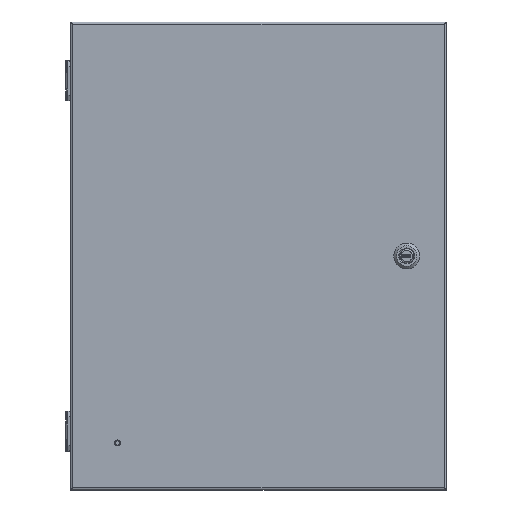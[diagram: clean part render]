
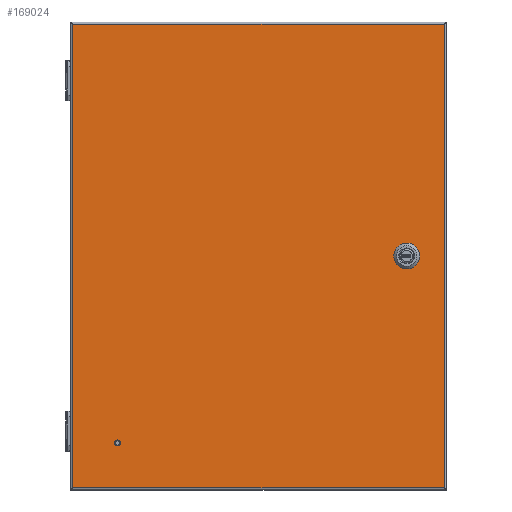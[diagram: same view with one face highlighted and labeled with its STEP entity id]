
A CAD part, top view. The second image highlights one B-rep face of the part: STEP entity #169024.
In plain terms, the highlighted planar face has unit normal (0, 0, 1).
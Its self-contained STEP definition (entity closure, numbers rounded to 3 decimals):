
#9324 = CARTESIAN_POINT ( 'NONE',  ( 6.076, -10.188, 6.107 ) ) ;
#11704 = VECTOR ( 'NONE', #25961, 39.37 ) ;
#12163 = LINE ( 'NONE', #116213, #86828 ) ;
#13536 = LINE ( 'NONE', #98577, #11704 ) ;
#16689 = EDGE_CURVE ( 'NONE', #172942, #77065, #77604, .T. ) ;
#17450 = AXIS2_PLACEMENT_3D ( 'NONE', #145964, #55260, #26602 ) ;
#17937 = ORIENTED_EDGE ( 'NONE', *, *, #16689, .T. ) ;
#19792 = LINE ( 'NONE', #78055, #146997 ) ;
#19954 = EDGE_LOOP ( 'NONE', ( #62226, #45333, #105179, #40379 ) ) ;
#20064 = DIRECTION ( 'NONE',  ( 0., 0., -1. ) ) ;
#20939 = EDGE_CURVE ( 'NONE', #123710, #172942, #19792, .T. ) ;
#20978 = CARTESIAN_POINT ( 'NONE',  ( 8.205, 10.093, 6.107 ) ) ;
#21233 = CARTESIAN_POINT ( 'NONE',  ( 6.076, -0.199, 6.107 ) ) ;
#22847 = DIRECTION ( 'NONE',  ( -1., 0., 0. ) ) ;
#25628 = AXIS2_PLACEMENT_3D ( 'NONE', #179563, #20064, #138462 ) ;
#25961 = DIRECTION ( 'NONE',  ( 0., 1., 0. ) ) ;
#26602 = DIRECTION ( 'NONE',  ( -1., 0., 0. ) ) ;
#27541 = FACE_BOUND ( 'NONE', #117975, .T. ) ;
#27881 = CARTESIAN_POINT ( 'NONE',  ( 6.472, 0., 6.107 ) ) ;
#28338 = DIRECTION ( 'NONE',  ( 0., -1., 0. ) ) ;
#29253 = DIRECTION ( 'NONE',  ( 1., 0., 0. ) ) ;
#29939 = ORIENTED_EDGE ( 'NONE', *, *, #108790, .T. ) ;
#30653 = CARTESIAN_POINT ( 'NONE',  ( 6.076, 0.199, 6.107 ) ) ;
#31175 = CARTESIAN_POINT ( 'NONE',  ( 6.671, -0.396, 6.107 ) ) ;
#32264 = VECTOR ( 'NONE', #76091, 39.37 ) ;
#33351 = DIRECTION ( 'NONE',  ( -1., 0., 0. ) ) ;
#33393 = ORIENTED_EDGE ( 'NONE', *, *, #96418, .T. ) ;
#34842 = CARTESIAN_POINT ( 'NONE',  ( 6.273, 0.396, 6.107 ) ) ;
#38285 = EDGE_CURVE ( 'NONE', #123693, #65634, #94505, .T. ) ;
#40379 = ORIENTED_EDGE ( 'NONE', *, *, #38285, .T. ) ;
#41735 = DIRECTION ( 'NONE',  ( 0., 1., 0. ) ) ;
#41875 = FACE_BOUND ( 'NONE', #50779, .T. ) ;
#43425 = DIRECTION ( 'NONE',  ( -1., 0., 0. ) ) ;
#45333 = ORIENTED_EDGE ( 'NONE', *, *, #181225, .T. ) ;
#48126 = VERTEX_POINT ( 'NONE', #88614 ) ;
#50300 = VERTEX_POINT ( 'NONE', #90947 ) ;
#50779 = EDGE_LOOP ( 'NONE', ( #102712, #180960, #17937, #29939, #33393, #177642, #105474, #122879 ) ) ;
#52070 = CIRCLE ( 'NONE', #103921, 0.443 ) ;
#55260 = DIRECTION ( 'NONE',  ( 0., 0., 1. ) ) ;
#58930 = CARTESIAN_POINT ( 'NONE',  ( -8.075, -10.188, 6.107 ) ) ;
#62019 = CARTESIAN_POINT ( 'NONE',  ( 6.472, 0., 6.107 ) ) ;
#62226 = ORIENTED_EDGE ( 'NONE', *, *, #120989, .T. ) ;
#62852 = DIRECTION ( 'NONE',  ( 0., 0., -1. ) ) ;
#65634 = VERTEX_POINT ( 'NONE', #147103 ) ;
#67480 = AXIS2_PLACEMENT_3D ( 'NONE', #62019, #177615, #33351 ) ;
#67621 = CIRCLE ( 'NONE', #140716, 0.443 ) ;
#68428 = CIRCLE ( 'NONE', #147666, 0.097 ) ;
#69463 = LINE ( 'NONE', #9324, #102006 ) ;
#72074 = VERTEX_POINT ( 'NONE', #30653 ) ;
#72522 = VECTOR ( 'NONE', #29253, 39.37 ) ;
#74451 = LINE ( 'NONE', #159457, #82480 ) ;
#76044 = EDGE_CURVE ( 'NONE', #177266, #50300, #74451, .T. ) ;
#76091 = DIRECTION ( 'NONE',  ( 0., -1., 0. ) ) ;
#76681 = VERTEX_POINT ( 'NONE', #82487 ) ;
#77065 = VERTEX_POINT ( 'NONE', #155775 ) ;
#77604 = CIRCLE ( 'NONE', #25628, 0.443 ) ;
#78055 = CARTESIAN_POINT ( 'NONE',  ( 8.205, 0.396, 6.107 ) ) ;
#79449 = EDGE_CURVE ( 'NONE', #72074, #123710, #183379, .T. ) ;
#81280 = CARTESIAN_POINT ( 'NONE',  ( 6.868, -0.199, 6.107 ) ) ;
#82480 = VECTOR ( 'NONE', #160413, 39.37 ) ;
#82487 = CARTESIAN_POINT ( 'NONE',  ( 8.11, -10.093, 6.107 ) ) ;
#86428 = DIRECTION ( 'NONE',  ( 0., 0., -1. ) ) ;
#86828 = VECTOR ( 'NONE', #28338, 39.37 ) ;
#88614 = CARTESIAN_POINT ( 'NONE',  ( -8.075, -10.093, 6.107 ) ) ;
#90947 = CARTESIAN_POINT ( 'NONE',  ( 6.273, -0.396, 6.107 ) ) ;
#94505 = LINE ( 'NONE', #20978, #132388 ) ;
#96346 = ORIENTED_EDGE ( 'NONE', *, *, #106983, .T. ) ;
#96418 = EDGE_CURVE ( 'NONE', #154379, #177266, #67621, .T. ) ;
#98577 = CARTESIAN_POINT ( 'NONE',  ( 8.11, -10.188, 6.107 ) ) ;
#102006 = VECTOR ( 'NONE', #41735, 39.37 ) ;
#102712 = ORIENTED_EDGE ( 'NONE', *, *, #79449, .T. ) ;
#103921 = AXIS2_PLACEMENT_3D ( 'NONE', #166926, #62852, #122063 ) ;
#103998 = EDGE_CURVE ( 'NONE', #123856, #72074, #69463, .T. ) ;
#105179 = ORIENTED_EDGE ( 'NONE', *, *, #171121, .T. ) ;
#105474 = ORIENTED_EDGE ( 'NONE', *, *, #189065, .T. ) ;
#106983 = EDGE_CURVE ( 'NONE', #138981, #138981, #68428, .T. ) ;
#108790 = EDGE_CURVE ( 'NONE', #77065, #154379, #12163, .T. ) ;
#115101 = CARTESIAN_POINT ( 'NONE',  ( -6.122, -8.139, 6.107 ) ) ;
#116213 = CARTESIAN_POINT ( 'NONE',  ( 6.868, -10.188, 6.107 ) ) ;
#117975 = EDGE_LOOP ( 'NONE', ( #96346 ) ) ;
#120989 = EDGE_CURVE ( 'NONE', #65634, #48126, #163952, .T. ) ;
#121050 = DIRECTION ( 'NONE',  ( 1., 0., 0. ) ) ;
#122063 = DIRECTION ( 'NONE',  ( -1., 0., 0. ) ) ;
#122879 = ORIENTED_EDGE ( 'NONE', *, *, #103998, .T. ) ;
#123662 = CARTESIAN_POINT ( 'NONE',  ( 8.11, 10.093, 6.107 ) ) ;
#123693 = VERTEX_POINT ( 'NONE', #123662 ) ;
#123710 = VERTEX_POINT ( 'NONE', #34842 ) ;
#123856 = VERTEX_POINT ( 'NONE', #21233 ) ;
#126324 = DIRECTION ( 'NONE',  ( 0., 0., -1. ) ) ;
#126514 = CARTESIAN_POINT ( 'NONE',  ( -6.219, -8.139, 6.107 ) ) ;
#132388 = VECTOR ( 'NONE', #22847, 39.37 ) ;
#138462 = DIRECTION ( 'NONE',  ( -1., 0., 0. ) ) ;
#138981 = VERTEX_POINT ( 'NONE', #126514 ) ;
#140716 = AXIS2_PLACEMENT_3D ( 'NONE', #27881, #126324, #169321 ) ;
#143144 = PLANE ( 'NONE',  #17450 ) ;
#145964 = CARTESIAN_POINT ( 'NONE',  ( 8.205, -10.188, 6.107 ) ) ;
#146997 = VECTOR ( 'NONE', #121050, 39.37 ) ;
#147103 = CARTESIAN_POINT ( 'NONE',  ( -8.075, 10.093, 6.107 ) ) ;
#147666 = AXIS2_PLACEMENT_3D ( 'NONE', #115101, #86428, #43425 ) ;
#154379 = VERTEX_POINT ( 'NONE', #81280 ) ;
#155775 = CARTESIAN_POINT ( 'NONE',  ( 6.868, 0.199, 6.107 ) ) ;
#159321 = FACE_OUTER_BOUND ( 'NONE', #19954, .T. ) ;
#159457 = CARTESIAN_POINT ( 'NONE',  ( 8.205, -0.396, 6.107 ) ) ;
#160413 = DIRECTION ( 'NONE',  ( -1., 0., 0. ) ) ;
#163952 = LINE ( 'NONE', #58930, #32264 ) ;
#166926 = CARTESIAN_POINT ( 'NONE',  ( 6.472, 0., 6.107 ) ) ;
#169024 = ADVANCED_FACE ( 'NONE', ( #41875, #27541, #159321 ), #143144, .T. ) ;
#169321 = DIRECTION ( 'NONE',  ( -1., 0., 0. ) ) ;
#171121 = EDGE_CURVE ( 'NONE', #76681, #123693, #13536, .T. ) ;
#172942 = VERTEX_POINT ( 'NONE', #178958 ) ;
#174452 = CARTESIAN_POINT ( 'NONE',  ( 8.205, -10.093, 6.107 ) ) ;
#177266 = VERTEX_POINT ( 'NONE', #31175 ) ;
#177615 = DIRECTION ( 'NONE',  ( 0., 0., -1. ) ) ;
#177642 = ORIENTED_EDGE ( 'NONE', *, *, #76044, .T. ) ;
#178958 = CARTESIAN_POINT ( 'NONE',  ( 6.671, 0.396, 6.107 ) ) ;
#179563 = CARTESIAN_POINT ( 'NONE',  ( 6.472, 0., 6.107 ) ) ;
#180960 = ORIENTED_EDGE ( 'NONE', *, *, #20939, .T. ) ;
#181225 = EDGE_CURVE ( 'NONE', #48126, #76681, #186888, .T. ) ;
#183379 = CIRCLE ( 'NONE', #67480, 0.443 ) ;
#186888 = LINE ( 'NONE', #174452, #72522 ) ;
#189065 = EDGE_CURVE ( 'NONE', #50300, #123856, #52070, .T. ) ;
